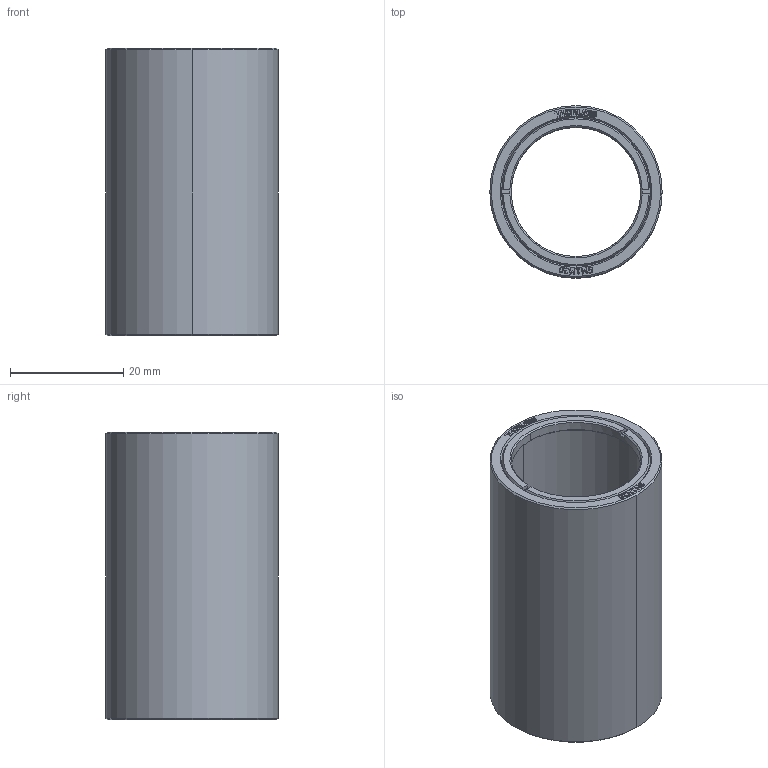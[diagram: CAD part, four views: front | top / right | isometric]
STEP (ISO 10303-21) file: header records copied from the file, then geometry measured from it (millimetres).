
FILE_DESCRIPTION (( 'STEP AP214' ), '1' );
FILE_NAME ('18673-E0W.STEP', '2015-12-22T18:43:15', ( '' ), ( '' ), 'SwSTEP 2.0', 'SolidWorks 2014', '' );
FILE_SCHEMA (( 'AUTOMOTIVE_DESIGN' ));
Length unit declared in the file: inch
Products named in the file (1): 18673-E0W
Bounding box: 30.48 x 30.48 x 50.8 mm (x, y, z)
Volume: 9976.4 mm3; surface area: 10426.4 mm2
Topology: 3 solids, 3 shells, 320 faces, 862 edges, 568 vertices
Faces by surface type: bspline 151, plane 125, cone 32, cylinder 12
Entity records: 17222 total; most frequent: CARTESIAN_POINT 6018, ORIENTED_EDGE 1724, DIRECTION 932, EDGE_CURVE 862, VERTEX_POINT 568, VECTOR 448, LINE 448, EDGE_LOOP 346
